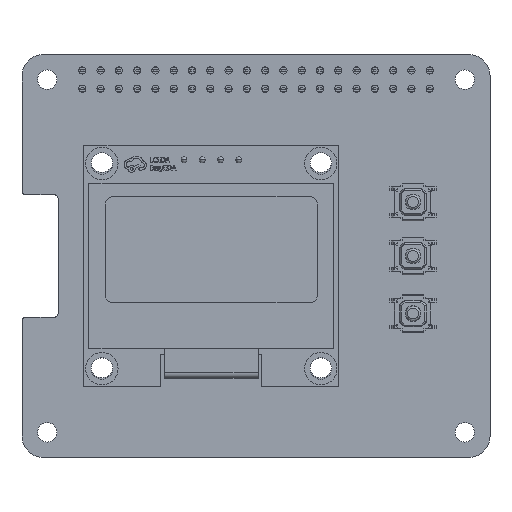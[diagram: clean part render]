
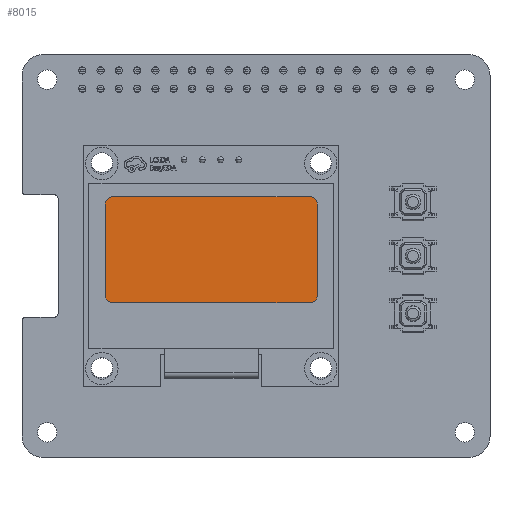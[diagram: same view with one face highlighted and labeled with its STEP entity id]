
A CAD part, top view. The second image highlights one B-rep face of the part: STEP entity #8015.
In plain terms, the highlighted planar face has unit normal (0, 0, 1).
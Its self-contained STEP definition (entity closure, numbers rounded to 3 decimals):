
#7824 = VERTEX_POINT('',#7825);
#7825 = CARTESIAN_POINT('',(-14.71,-4.1,2.6));
#7831 = EDGE_CURVE('',#7824,#7832,#7834,.T.);
#7832 = VERTEX_POINT('',#7833);
#7833 = CARTESIAN_POINT('',(-13.71,-5.1,2.6));
#7834 = CIRCLE('',#7835,1.);
#7835 = AXIS2_PLACEMENT_3D('',#7836,#7837,#7838);
#7836 = CARTESIAN_POINT('',(-13.71,-4.1,2.6));
#7837 = DIRECTION('',(0.,0.,1.));
#7838 = DIRECTION('',(-1.,0.,0.));
#7857 = EDGE_CURVE('',#7858,#7824,#7860,.T.);
#7858 = VERTEX_POINT('',#7859);
#7859 = CARTESIAN_POINT('',(-14.71,8.6,2.6));
#7860 = LINE('',#7861,#7862);
#7861 = CARTESIAN_POINT('',(-14.71,-4.1,2.6));
#7862 = VECTOR('',#7863,1.);
#7863 = DIRECTION('',(-0.,-1.,-0.));
#7880 = VERTEX_POINT('',#7881);
#7881 = CARTESIAN_POINT('',(-13.71,9.6,2.6));
#7887 = EDGE_CURVE('',#7880,#7858,#7888,.T.);
#7888 = CIRCLE('',#7889,1.);
#7889 = AXIS2_PLACEMENT_3D('',#7890,#7891,#7892);
#7890 = CARTESIAN_POINT('',(-13.71,8.6,2.6));
#7891 = DIRECTION('',(0.,0.,1.));
#7892 = DIRECTION('',(-1.,0.,0.));
#7906 = EDGE_CURVE('',#7907,#7880,#7909,.T.);
#7907 = VERTEX_POINT('',#7908);
#7908 = CARTESIAN_POINT('',(13.71,9.6,2.6));
#7909 = LINE('',#7910,#7911);
#7910 = CARTESIAN_POINT('',(-13.71,9.6,2.6));
#7911 = VECTOR('',#7912,1.);
#7912 = DIRECTION('',(-1.,-0.,-0.));
#7929 = VERTEX_POINT('',#7930);
#7930 = CARTESIAN_POINT('',(14.71,8.6,2.6));
#7936 = EDGE_CURVE('',#7929,#7907,#7937,.T.);
#7937 = CIRCLE('',#7938,1.);
#7938 = AXIS2_PLACEMENT_3D('',#7939,#7940,#7941);
#7939 = CARTESIAN_POINT('',(13.71,8.6,2.6));
#7940 = DIRECTION('',(0.,0.,1.));
#7941 = DIRECTION('',(-1.,0.,0.));
#7955 = EDGE_CURVE('',#7956,#7929,#7958,.T.);
#7956 = VERTEX_POINT('',#7957);
#7957 = CARTESIAN_POINT('',(14.71,-4.1,2.6));
#7958 = LINE('',#7959,#7960);
#7959 = CARTESIAN_POINT('',(14.71,-4.1,2.6));
#7960 = VECTOR('',#7961,1.);
#7961 = DIRECTION('',(0.,1.,0.));
#7978 = VERTEX_POINT('',#7979);
#7979 = CARTESIAN_POINT('',(13.71,-5.1,2.6));
#7985 = EDGE_CURVE('',#7978,#7956,#7986,.T.);
#7986 = CIRCLE('',#7987,1.);
#7987 = AXIS2_PLACEMENT_3D('',#7988,#7989,#7990);
#7988 = CARTESIAN_POINT('',(13.71,-4.1,2.6));
#7989 = DIRECTION('',(0.,0.,1.));
#7990 = DIRECTION('',(1.,0.,-0.));
#8004 = EDGE_CURVE('',#7832,#7978,#8005,.T.);
#8005 = LINE('',#8006,#8007);
#8006 = CARTESIAN_POINT('',(-13.71,-5.1,2.6));
#8007 = VECTOR('',#8008,1.);
#8008 = DIRECTION('',(1.,0.,0.));
#8015 = ADVANCED_FACE('',(#8016),#8026,.F.);
#8016 = FACE_BOUND('',#8017,.T.);
#8017 = EDGE_LOOP('',(#8018,#8019,#8020,#8021,#8022,#8023,#8024,#8025));
#8018 = ORIENTED_EDGE('',*,*,#7831,.T.);
#8019 = ORIENTED_EDGE('',*,*,#8004,.T.);
#8020 = ORIENTED_EDGE('',*,*,#7985,.T.);
#8021 = ORIENTED_EDGE('',*,*,#7955,.T.);
#8022 = ORIENTED_EDGE('',*,*,#7936,.T.);
#8023 = ORIENTED_EDGE('',*,*,#7906,.T.);
#8024 = ORIENTED_EDGE('',*,*,#7887,.T.);
#8025 = ORIENTED_EDGE('',*,*,#7857,.T.);
#8026 = PLANE('',#8027);
#8027 = AXIS2_PLACEMENT_3D('',#8028,#8029,#8030);
#8028 = CARTESIAN_POINT('',(-13.71,-4.1,2.6));
#8029 = DIRECTION('',(-0.,0.,-1.));
#8030 = DIRECTION('',(-1.,0.,0.));
